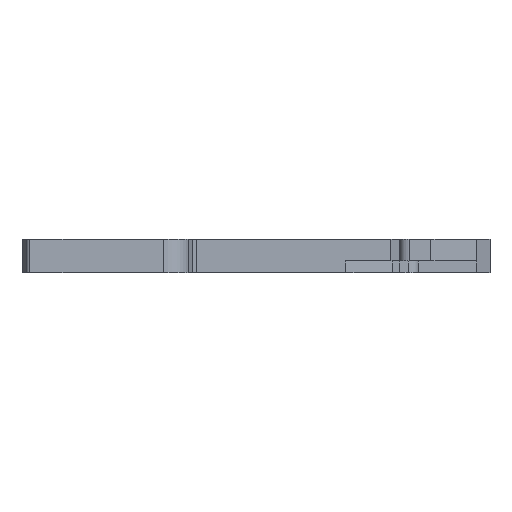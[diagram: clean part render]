
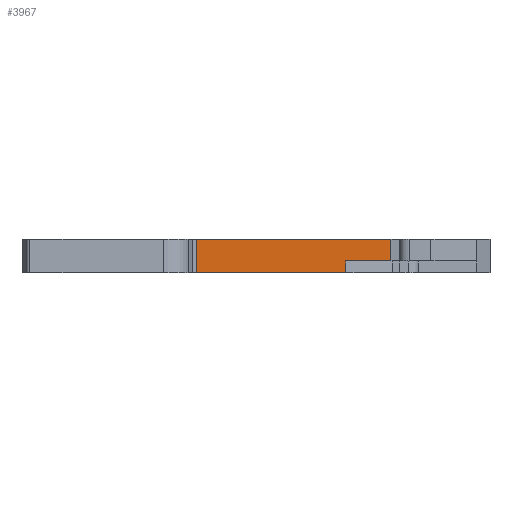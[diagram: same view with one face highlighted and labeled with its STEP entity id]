
A CAD part, front view. The second image highlights one B-rep face of the part: STEP entity #3967.
In plain terms, the highlighted planar face has unit normal (0, -1, 0).
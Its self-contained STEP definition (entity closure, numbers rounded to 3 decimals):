
#1229=DIRECTION('',(-1.,0.,0.));
#1230=VECTOR('',#1229,6.874);
#1231=CARTESIAN_POINT('',(14.412,0.2,-3.3));
#1232=LINE('',#1231,#1230);
#1233=DIRECTION('',(0.,0.,1.));
#1234=VECTOR('',#1233,1.8);
#1235=CARTESIAN_POINT('',(7.538,0.2,-5.1));
#1236=LINE('',#1235,#1234);
#1237=DIRECTION('',(-1.,0.,0.));
#1238=VECTOR('',#1237,22.738);
#1239=CARTESIAN_POINT('',(7.538,0.2,-5.1));
#1240=LINE('',#1239,#1238);
#1241=DIRECTION('',(1.,0.,0.));
#1242=VECTOR('',#1241,29.612);
#1243=CARTESIAN_POINT('',(-15.2,0.2,0.));
#1244=LINE('',#1243,#1242);
#1245=DIRECTION('',(0.,0.,-1.));
#1246=VECTOR('',#1245,3.3);
#1247=CARTESIAN_POINT('',(14.412,0.2,0.));
#1248=LINE('',#1247,#1246);
#1642=DIRECTION('',(0.,0.,-1.));
#1643=VECTOR('',#1642,5.1);
#1644=CARTESIAN_POINT('',(-15.2,0.2,0.));
#1645=LINE('',#1644,#1643);
#2261=CARTESIAN_POINT('',(14.412,0.2,0.));
#2262=VERTEX_POINT('',#2261);
#2269=CARTESIAN_POINT('',(-15.2,0.2,0.));
#2271=VERTEX_POINT('',#2269);
#2283=CARTESIAN_POINT('',(-15.2,0.2,-5.1));
#2285=VERTEX_POINT('',#2283);
#2766=CARTESIAN_POINT('',(7.538,0.2,-5.1));
#2768=VERTEX_POINT('',#2766);
#2800=CARTESIAN_POINT('',(14.412,0.2,-3.3));
#2801=VERTEX_POINT('',#2800);
#2802=CARTESIAN_POINT('',(7.538,0.2,-3.3));
#2803=VERTEX_POINT('',#2802);
#3951=CARTESIAN_POINT('',(14.412,0.2,0.));
#3952=DIRECTION('',(0.,1.,0.));
#3953=DIRECTION('',(-1.,0.,0.));
#3954=AXIS2_PLACEMENT_3D('',#3951,#3952,#3953);
#3955=PLANE('',#3954);
#3957=ORIENTED_EDGE('',*,*,#3956,.T.);
#3958=ORIENTED_EDGE('',*,*,#3942,.F.);
#3959=ORIENTED_EDGE('',*,*,#3907,.T.);
#3961=ORIENTED_EDGE('',*,*,#3960,.F.);
#3962=ORIENTED_EDGE('',*,*,#3025,.T.);
#3964=ORIENTED_EDGE('',*,*,#3963,.T.);
#3965=EDGE_LOOP('',(#3957,#3958,#3959,#3961,#3962,#3964));
#3966=FACE_OUTER_BOUND('',#3965,.F.);
#3967=ADVANCED_FACE('',(#3966),#3955,.F.);
#3025=EDGE_CURVE('',#2271,#2262,#1244,.T.);
#3907=EDGE_CURVE('',#2768,#2285,#1240,.T.);
#3942=EDGE_CURVE('',#2768,#2803,#1236,.T.);
#3956=EDGE_CURVE('',#2801,#2803,#1232,.T.);
#3960=EDGE_CURVE('',#2271,#2285,#1645,.T.);
#3963=EDGE_CURVE('',#2262,#2801,#1248,.T.);
